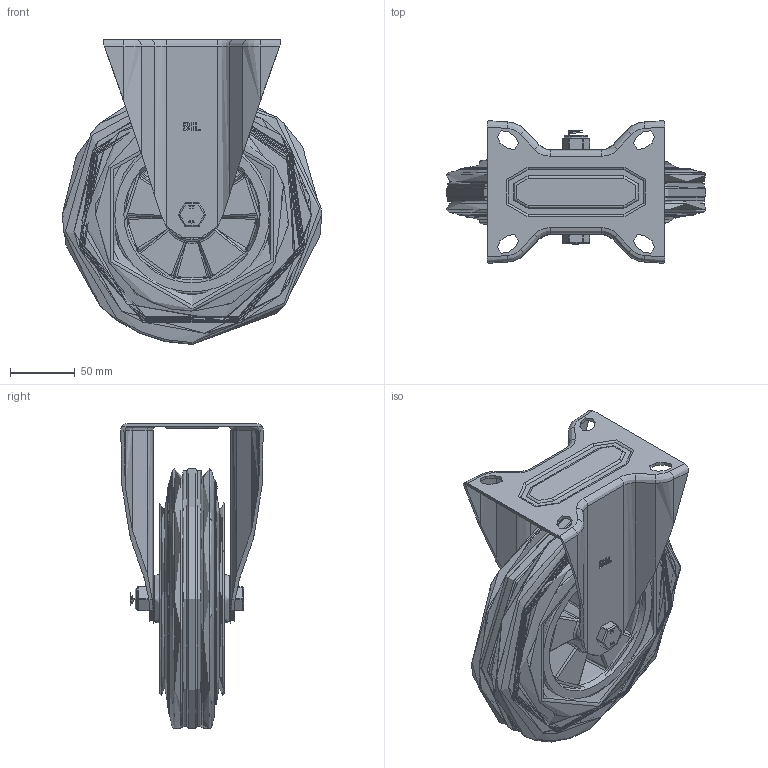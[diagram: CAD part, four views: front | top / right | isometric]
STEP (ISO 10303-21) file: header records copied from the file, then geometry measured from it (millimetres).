
FILE_DESCRIPTION(/* description */ ('','CAx-IF Rec.Pracs.---Representation and Presentation of Product Manufacturing Information (PMI)---4.0---2014-10-13'),/* implementation_level */ '2;1');
FILE_NAME(/* name */ 'BZMMF200PSB.step',/* time_stamp */ '2024-12-02T12:26:24Z',/* author */ (''),/* organization */ (''),/* preprocessor_version */ 'ST-DEVELOPER v20',/* originating_system */ 'Autodesk Translation Framework v13.20.0.188',/* authorisation */ '');
FILE_SCHEMA (('AP242_MANAGED_MODEL_BASED_3D_ENGINEERING_MIM_LF { 1 0 10303 442 1 1 4 }'));
Products named in the file (20): BZMMF200PSB; BZMMF200AS/LITE v4; ZINC PLATED, PRESSED STEELM BRACKET; BZH200WPSRB v1; RUBBER TYRE; POLYPROPYLENE RIM; POLYPROPYLENE RIM Geometry; CAP; ROLLER BEARING; CAGE; Pattern; Component1; TUBEM20X60 v1; ZINC PLATED STEEL TUBE; HEXBOLTM12X80Z8.8 v2; GRADE 8.8 ZINC PLATED BOLT; NYLOCM12Z v1; NYLOC NUT; NUT; RUBBER
Assembly tree (26 placements, depth 5):
  BZMMF200PSB
    BZMMF200AS/LITE v4
      ZINC PLATED, PRESSED STEELM BRACKET
    BZH200WPSRB v1
      RUBBER TYRE
      POLYPROPYLENE RIM
        POLYPROPYLENE RIM Geometry
        CAP
      ROLLER BEARING
        CAGE
        Pattern
          Component1  x8
    TUBEM20X60 v1
      ZINC PLATED STEEL TUBE
    HEXBOLTM12X80Z8.8 v2
      GRADE 8.8 ZINC PLATED BOLT
    NYLOCM12Z v1
      NYLOC NUT
        NUT
        RUBBER
Bounding box: 200 x 109.89 x 235 mm (x, y, z)
Volume: 1163500.7 mm3; surface area: 287293.7 mm2
Topology: 17 solids, 17 shells, 849 faces, 2093 edges, 1289 vertices
Faces by surface type: bspline 246, plane 225, cylinder 190, torus 79, sphere 58, cone 51
Full cylindrical faces by diameter (mm): 7.5 x8, 9.836 x18, 11.834 x18, 12 x3, 12.25 x2, 12.5 x1, 14 x2, 18 x1, 18.5 x1, 19.9 x1, 20 x3, 34 x1, 34.9 x1, 35 x1, 41 x2, 118 x2, 123 x2, 197.5 x2, 200 x3
Entity records: 73591 total; most frequent: CARTESIAN_POINT 54536, ORIENTED_EDGE 4134, DIRECTION 3504, EDGE_CURVE 2067, AXIS2_PLACEMENT_3D 1401, VERTEX_POINT 1275, EDGE_LOOP 886, FACE_OUTER_BOUND 828
